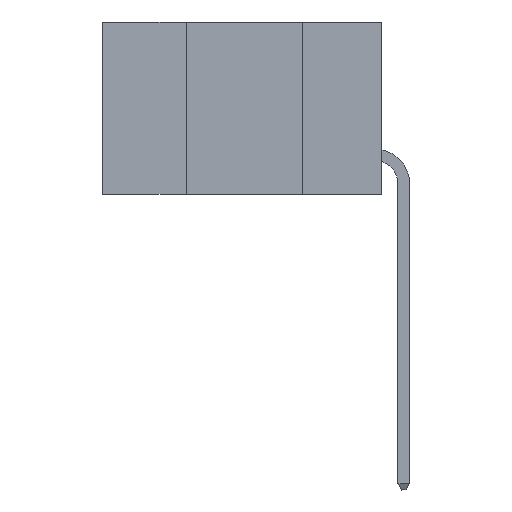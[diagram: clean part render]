
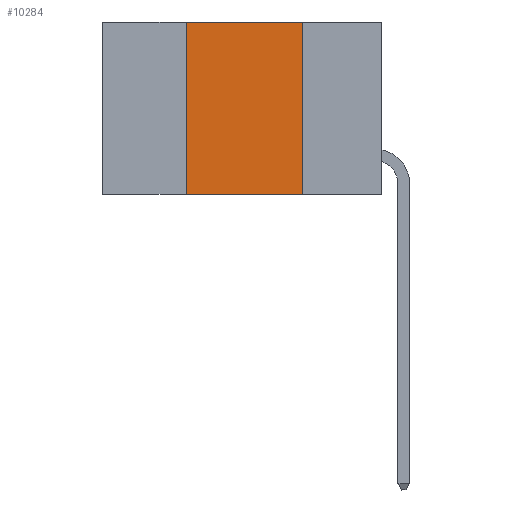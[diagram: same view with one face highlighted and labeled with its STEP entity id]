
A CAD part, left-side view. The second image highlights one B-rep face of the part: STEP entity #10284.
In plain terms, the highlighted planar face has unit normal (-1, 0, 0).
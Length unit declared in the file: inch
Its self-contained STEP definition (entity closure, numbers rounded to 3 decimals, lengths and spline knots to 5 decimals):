
#252 = EDGE_LOOP ( 'NONE', ( #12264, #3558, #1789, #3508 ) ) ;
#524 = CARTESIAN_POINT ( 'NONE',  ( 0., 0.17, 0. ) ) ;
#595 = EDGE_CURVE ( 'NONE', #11549, #13305, #10170, .T. ) ;
#1789 = ORIENTED_EDGE ( 'NONE', *, *, #2842, .F. ) ;
#2192 = VERTEX_POINT ( 'NONE', #11896 ) ;
#2505 = EDGE_CURVE ( 'NONE', #4549, #13305, #9580, .T. ) ;
#2594 = DIRECTION ( 'NONE',  ( 0., 0., -1. ) ) ;
#2842 = EDGE_CURVE ( 'NONE', #11549, #2192, #13153, .T. ) ;
#3508 = ORIENTED_EDGE ( 'NONE', *, *, #595, .T. ) ;
#3558 = ORIENTED_EDGE ( 'NONE', *, *, #13221, .F. ) ;
#4549 = VERTEX_POINT ( 'NONE', #524 ) ;
#4637 = CARTESIAN_POINT ( 'NONE',  ( 0., 0.17, -0.37 ) ) ;
#4870 = CARTESIAN_POINT ( 'NONE',  ( 0., 0.42, 0. ) ) ;
#5334 = CARTESIAN_POINT ( 'NONE',  ( 0., 0.17, 0. ) ) ;
#5961 = VECTOR ( 'NONE', #13866, 39.37008 ) ;
#6643 = DIRECTION ( 'NONE',  ( 0., 0., 1. ) ) ;
#6965 = DIRECTION ( 'NONE',  ( 0., 0., -1. ) ) ;
#8006 = CARTESIAN_POINT ( 'NONE',  ( 0., 0.6, 0. ) ) ;
#8296 = VECTOR ( 'NONE', #6643, 39.37008 ) ;
#8524 = CARTESIAN_POINT ( 'NONE',  ( 0., 0.42, -0.37 ) ) ;
#8997 = LINE ( 'NONE', #12541, #5961 ) ;
#9008 = VECTOR ( 'NONE', #2594, 39.37008 ) ;
#9580 = LINE ( 'NONE', #5334, #9008 ) ;
#10170 = LINE ( 'NONE', #10528, #14337 ) ;
#10284 = ADVANCED_FACE ( 'NONE', ( #12510 ), #11120, .F. ) ;
#10528 = CARTESIAN_POINT ( 'NONE',  ( 0., 0.6, -0.37 ) ) ;
#11120 = PLANE ( 'NONE',  #11204 ) ;
#11204 = AXIS2_PLACEMENT_3D ( 'NONE', #8006, #12067, #6965 ) ;
#11549 = VERTEX_POINT ( 'NONE', #8524 ) ;
#11770 = DIRECTION ( 'NONE',  ( 0., -1., 0. ) ) ;
#11896 = CARTESIAN_POINT ( 'NONE',  ( 0., 0.42, 0. ) ) ;
#12067 = DIRECTION ( 'NONE',  ( 1., 0., 0. ) ) ;
#12264 = ORIENTED_EDGE ( 'NONE', *, *, #2505, .F. ) ;
#12510 = FACE_OUTER_BOUND ( 'NONE', #252, .T. ) ;
#12541 = CARTESIAN_POINT ( 'NONE',  ( 0., 0.6, 0. ) ) ;
#13153 = LINE ( 'NONE', #4870, #8296 ) ;
#13221 = EDGE_CURVE ( 'NONE', #2192, #4549, #8997, .T. ) ;
#13305 = VERTEX_POINT ( 'NONE', #4637 ) ;
#13866 = DIRECTION ( 'NONE',  ( 0., -1., 0. ) ) ;
#14337 = VECTOR ( 'NONE', #11770, 39.37008 ) ;
